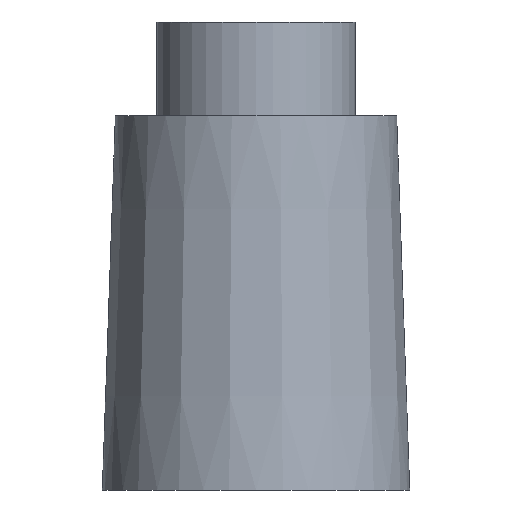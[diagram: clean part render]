
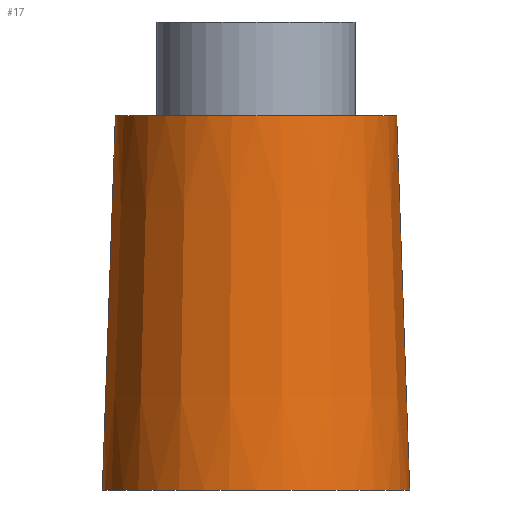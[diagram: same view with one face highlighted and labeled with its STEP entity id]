
A CAD part, front view. The second image highlights one B-rep face of the part: STEP entity #17.
In plain terms, the highlighted conical face has half-angle 1.998 degrees and reference radius 0.062 mm.
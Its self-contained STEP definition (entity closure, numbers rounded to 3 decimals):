
#17 = ADVANCED_FACE('',(#18),#31,.T.);
#18 = FACE_BOUND('',#19,.T.);
#19 = EDGE_LOOP('',(#20,#54,#74,#101));
#20 = ORIENTED_EDGE('',*,*,#21,.T.);
#21 = EDGE_CURVE('',#22,#22,#24,.T.);
#22 = VERTEX_POINT('',#23);
#23 = CARTESIAN_POINT('',(0.062,0.,0.));
#24 = SURFACE_CURVE('',#25,(#30,#42),.PCURVE_S1.);
#25 = CIRCLE('',#26,0.062);
#26 = AXIS2_PLACEMENT_3D('',#27,#28,#29);
#27 = CARTESIAN_POINT('',(0.,0.,0.));
#28 = DIRECTION('',(0.,0.,1.));
#29 = DIRECTION('',(1.,0.,0.));
#30 = PCURVE('',#31,#36);
#31 = CONICAL_SURFACE('',#32,0.062,0.035);
#32 = AXIS2_PLACEMENT_3D('',#33,#34,#35);
#33 = CARTESIAN_POINT('',(0.,0.,0.));
#34 = DIRECTION('',(-0.,-0.,-1.));
#35 = DIRECTION('',(1.,0.,0.));
#36 = DEFINITIONAL_REPRESENTATION('',(#37),#41);
#37 = LINE('',#38,#39);
#38 = CARTESIAN_POINT('',(-0.,-0.));
#39 = VECTOR('',#40,1.);
#40 = DIRECTION('',(-1.,-0.));
#41 = ( GEOMETRIC_REPRESENTATION_CONTEXT(2) 
PARAMETRIC_REPRESENTATION_CONTEXT() REPRESENTATION_CONTEXT('2D SPACE',''
  ) );
#42 = PCURVE('',#43,#48);
#43 = PLANE('',#44);
#44 = AXIS2_PLACEMENT_3D('',#45,#46,#47);
#45 = CARTESIAN_POINT('',(0.,0.,0.));
#46 = DIRECTION('',(0.,0.,1.));
#47 = DIRECTION('',(1.,0.,0.));
#48 = DEFINITIONAL_REPRESENTATION('',(#49),#53);
#49 = CIRCLE('',#50,0.062);
#50 = AXIS2_PLACEMENT_2D('',#51,#52);
#51 = CARTESIAN_POINT('',(0.,0.));
#52 = DIRECTION('',(1.,0.));
#53 = ( GEOMETRIC_REPRESENTATION_CONTEXT(2) 
PARAMETRIC_REPRESENTATION_CONTEXT() REPRESENTATION_CONTEXT('2D SPACE',''
  ) );
#54 = ORIENTED_EDGE('',*,*,#55,.T.);
#55 = EDGE_CURVE('',#22,#56,#58,.T.);
#56 = VERTEX_POINT('',#57);
#57 = CARTESIAN_POINT('',(0.056,0.,0.15));
#58 = SEAM_CURVE('',#59,(#62,#68),.PCURVE_S1.);
#59 = B_SPLINE_CURVE_WITH_KNOTS('',1,(#60,#61),.UNSPECIFIED.,.F.,.F.,(2,
    2),(0.,1.),.PIECEWISE_BEZIER_KNOTS.);
#60 = CARTESIAN_POINT('',(0.062,0.,0.));
#61 = CARTESIAN_POINT('',(0.056,0.,0.15));
#62 = PCURVE('',#31,#63);
#63 = DEFINITIONAL_REPRESENTATION('',(#64),#67);
#64 = B_SPLINE_CURVE_WITH_KNOTS('',1,(#65,#66),.UNSPECIFIED.,.F.,.F.,(2,
    2),(0.,1.),.PIECEWISE_BEZIER_KNOTS.);
#65 = CARTESIAN_POINT('',(-6.283,0.));
#66 = CARTESIAN_POINT('',(-6.283,-0.15));
#67 = ( GEOMETRIC_REPRESENTATION_CONTEXT(2) 
PARAMETRIC_REPRESENTATION_CONTEXT() REPRESENTATION_CONTEXT('2D SPACE',''
  ) );
#68 = PCURVE('',#31,#69);
#69 = DEFINITIONAL_REPRESENTATION('',(#70),#73);
#70 = B_SPLINE_CURVE_WITH_KNOTS('',1,(#71,#72),.UNSPECIFIED.,.F.,.F.,(2,
    2),(0.,1.),.PIECEWISE_BEZIER_KNOTS.);
#71 = CARTESIAN_POINT('',(0.,0.));
#72 = CARTESIAN_POINT('',(0.,-0.15));
#73 = ( GEOMETRIC_REPRESENTATION_CONTEXT(2) 
PARAMETRIC_REPRESENTATION_CONTEXT() REPRESENTATION_CONTEXT('2D SPACE',''
  ) );
#74 = ORIENTED_EDGE('',*,*,#75,.F.);
#75 = EDGE_CURVE('',#56,#56,#76,.T.);
#76 = SURFACE_CURVE('',#77,(#82,#89),.PCURVE_S1.);
#77 = CIRCLE('',#78,0.056);
#78 = AXIS2_PLACEMENT_3D('',#79,#80,#81);
#79 = CARTESIAN_POINT('',(0.,0.,0.15));
#80 = DIRECTION('',(0.,0.,1.));
#81 = DIRECTION('',(1.,0.,0.));
#82 = PCURVE('',#31,#83);
#83 = DEFINITIONAL_REPRESENTATION('',(#84),#88);
#84 = LINE('',#85,#86);
#85 = CARTESIAN_POINT('',(-0.,-0.15));
#86 = VECTOR('',#87,1.);
#87 = DIRECTION('',(-1.,-0.));
#88 = ( GEOMETRIC_REPRESENTATION_CONTEXT(2) 
PARAMETRIC_REPRESENTATION_CONTEXT() REPRESENTATION_CONTEXT('2D SPACE',''
  ) );
#89 = PCURVE('',#90,#95);
#90 = PLANE('',#91);
#91 = AXIS2_PLACEMENT_3D('',#92,#93,#94);
#92 = CARTESIAN_POINT('',(0.,0.,0.15));
#93 = DIRECTION('',(0.,0.,1.));
#94 = DIRECTION('',(1.,0.,0.));
#95 = DEFINITIONAL_REPRESENTATION('',(#96),#100);
#96 = CIRCLE('',#97,0.056);
#97 = AXIS2_PLACEMENT_2D('',#98,#99);
#98 = CARTESIAN_POINT('',(0.,0.));
#99 = DIRECTION('',(1.,0.));
#100 = ( GEOMETRIC_REPRESENTATION_CONTEXT(2) 
PARAMETRIC_REPRESENTATION_CONTEXT() REPRESENTATION_CONTEXT('2D SPACE',''
  ) );
#101 = ORIENTED_EDGE('',*,*,#55,.F.);
